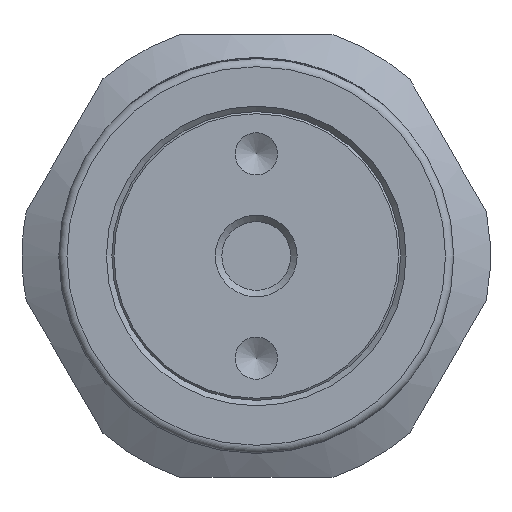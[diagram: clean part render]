
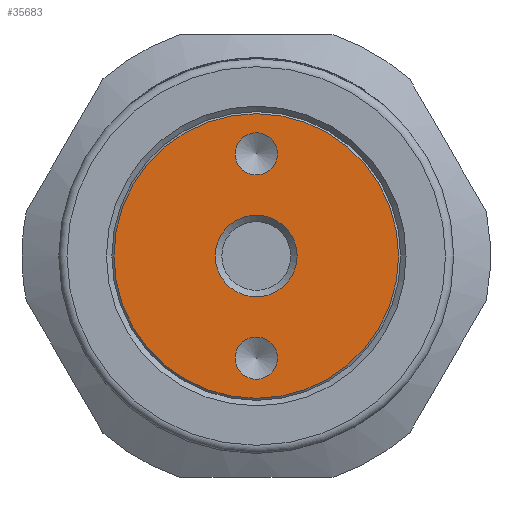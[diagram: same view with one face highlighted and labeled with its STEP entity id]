
A CAD part, left-side view. The second image highlights one B-rep face of the part: STEP entity #35683.
In plain terms, the highlighted planar face has unit normal (-1, 0, 0).
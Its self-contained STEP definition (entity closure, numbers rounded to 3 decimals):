
#35634=CARTESIAN_POINT('',(-97.5,0.,11.0));
#35635=DIRECTION('',(-1.0,0.0,0.0));
#35636=DIRECTION('',(0.0,-1.0,0.0));
#35637=AXIS2_PLACEMENT_3D('',#35634,#35635,#35636);
#35638=PLANE('',#35637);
#35639=CARTESIAN_POINT('',(-97.5,0.,20.9));
#35640=VERTEX_POINT('',#35639);
#35641=CARTESIAN_POINT('',(-97.5,0.,0.));
#35642=DIRECTION('',(1.0,0.0,0.0));
#35643=DIRECTION('',(0.0,0.0,-1.0));
#35644=AXIS2_PLACEMENT_3D('',#35641,#35642,#35643);
#35645=CIRCLE('',#35644,20.9);
#35646=EDGE_CURVE('',#35640,#35640,#35645,.T.);
#35647=ORIENTED_EDGE('',*,*,#35646,.F.);
#35648=EDGE_LOOP('',(#35647));
#35649=FACE_OUTER_BOUND('',#35648,.T.);
#35650=CARTESIAN_POINT('',(-97.5,0.,6.));
#35651=VERTEX_POINT('',#35650);
#35652=CARTESIAN_POINT('',(-97.5,0.,0.));
#35653=DIRECTION('',(1.0,0.0,0.0));
#35654=DIRECTION('',(0.0,0.0,1.0));
#35655=AXIS2_PLACEMENT_3D('',#35652,#35653,#35654);
#35656=CIRCLE('',#35655,6.);
#35657=EDGE_CURVE('',#35651,#35651,#35656,.T.);
#35658=ORIENTED_EDGE('',*,*,#35657,.T.);
#35659=EDGE_LOOP('',(#35658));
#35660=FACE_BOUND('',#35659,.T.);
#35661=CARTESIAN_POINT('',(-97.5,3.1,15.));
#35662=VERTEX_POINT('',#35661);
#35663=CARTESIAN_POINT('',(-97.5,0.,15.));
#35664=DIRECTION('',(1.0,0.0,0.0));
#35665=DIRECTION('',(0.0,1.0,0.0));
#35666=AXIS2_PLACEMENT_3D('',#35663,#35664,#35665);
#35667=CIRCLE('',#35666,3.1);
#35668=EDGE_CURVE('',#35662,#35662,#35667,.T.);
#35669=ORIENTED_EDGE('',*,*,#35668,.T.);
#35670=EDGE_LOOP('',(#35669));
#35671=FACE_BOUND('',#35670,.T.);
#35672=CARTESIAN_POINT('',(-97.5,-3.1,-15.));
#35673=VERTEX_POINT('',#35672);
#35674=CARTESIAN_POINT('',(-97.5,0.,-15.));
#35675=DIRECTION('',(1.0,0.0,0.0));
#35676=DIRECTION('',(0.0,-1.0,0.0));
#35677=AXIS2_PLACEMENT_3D('',#35674,#35675,#35676);
#35678=CIRCLE('',#35677,3.1);
#35679=EDGE_CURVE('',#35673,#35673,#35678,.T.);
#35680=ORIENTED_EDGE('',*,*,#35679,.T.);
#35681=EDGE_LOOP('',(#35680));
#35682=FACE_BOUND('',#35681,.T.);
#35683=ADVANCED_FACE('',(#35649,#35660,#35671,#35682),#35638,.T.);
